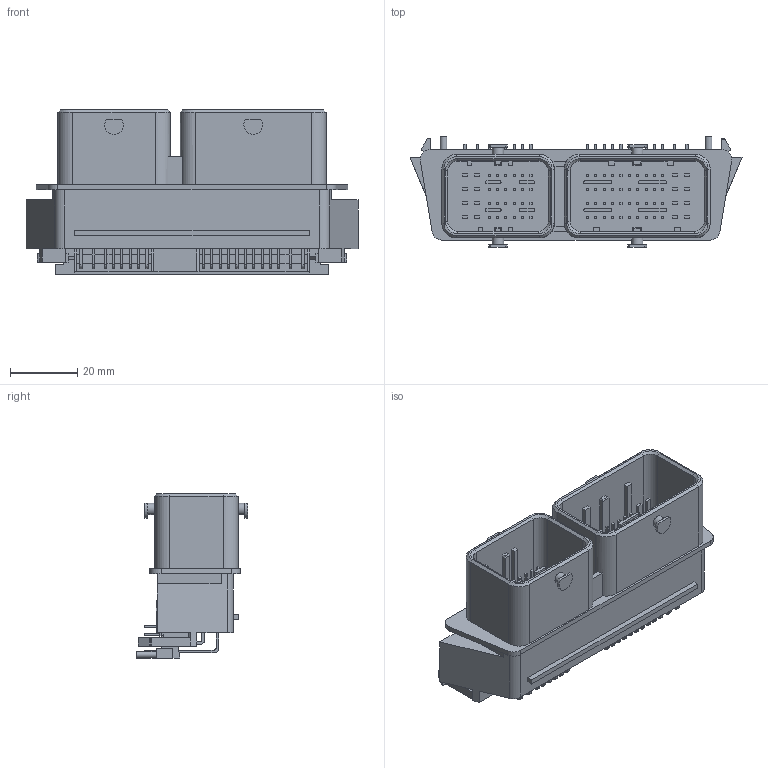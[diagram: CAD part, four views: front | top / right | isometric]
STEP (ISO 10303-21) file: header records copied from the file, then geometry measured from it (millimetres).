
FILE_DESCRIPTION( ( 'STEP AP214' ), '1' );
FILE_NAME( 'psolqas11434873924.stp', '2019-07-16T09:43:48', ( '' ), ( '' ), ' ', 'PARTsolutions', ' ' );
FILE_SCHEMA( ( 'AUTOMOTIVE_DESIGN { 1 0 10303 214 1 1 1 1 }' ) );
Length unit declared in the file: metre
Products named in the file (1): 1
Bounding box: 99 x 33.15 x 49 mm (x, y, z)
Volume: 44815.5 mm3; surface area: 30603.4 mm2
Topology: 1 solids, 1 shells, 1886 faces, 5017 edges, 3324 vertices
Faces by surface type: plane 1661, cylinder 209, cone 16
Full cylindrical faces by diameter (mm): 2 x2, 3.4 x4
Entity records: 57949 total; most frequent: CARTESIAN_POINT 10220, ORIENTED_EDGE 10010, DIRECTION 9219, EDGE_CURVE 5005, LINE 4563, VECTOR 4563, VERTEX_POINT 3318, AXIS2_PLACEMENT_3D 2328
